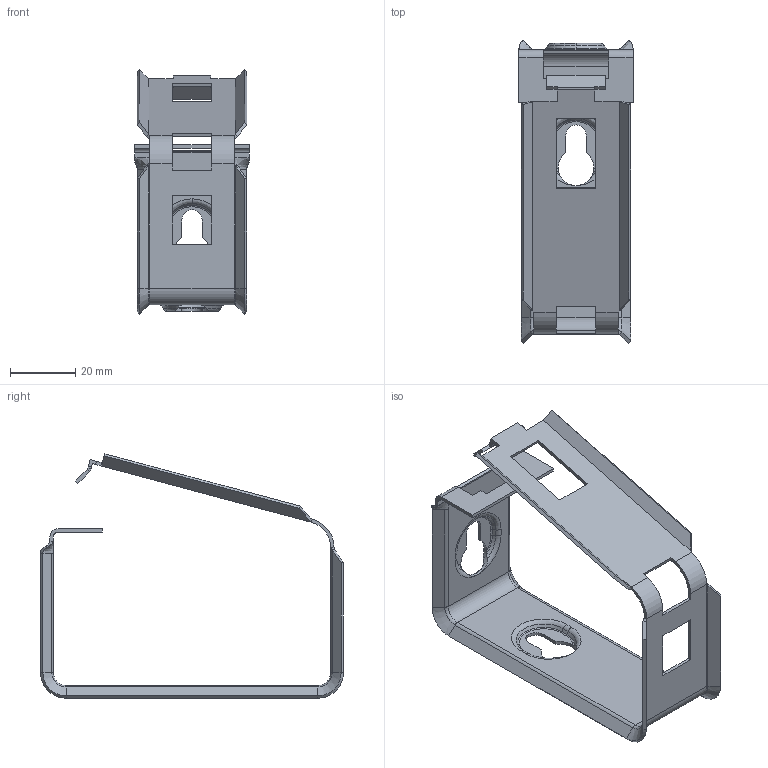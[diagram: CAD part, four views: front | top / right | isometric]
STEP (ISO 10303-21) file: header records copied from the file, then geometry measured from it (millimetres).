
FILE_DESCRIPTION (( 'STEP AP214' ), '1' );
FILE_NAME ('2207140.stp', '2017-04-03T06:33:37', ( '' ), ( '' ), 'SwSTEP 2.0', 'SolidWorks 2016', '' );
FILE_SCHEMA (( 'AUTOMOTIVE_DESIGN' ));
Length unit declared in the file: millimetre
Products named in the file (1): 2207140
Bounding box: 35.09 x 92.78 x 74.88 mm (x, y, z)
Volume: 8406.8 mm3; surface area: 17830.1 mm2
Topology: 1 solids, 1 shells, 222 faces, 558 edges, 334 vertices
Faces by surface type: plane 106, cylinder 44, torus 36, cone 26, bspline 10
Entity records: 7174 total; most frequent: CARTESIAN_POINT 1823, ORIENTED_EDGE 1116, DIRECTION 1112, EDGE_CURVE 558, AXIS2_PLACEMENT_3D 381, LINE 350, VECTOR 350, VERTEX_POINT 334
